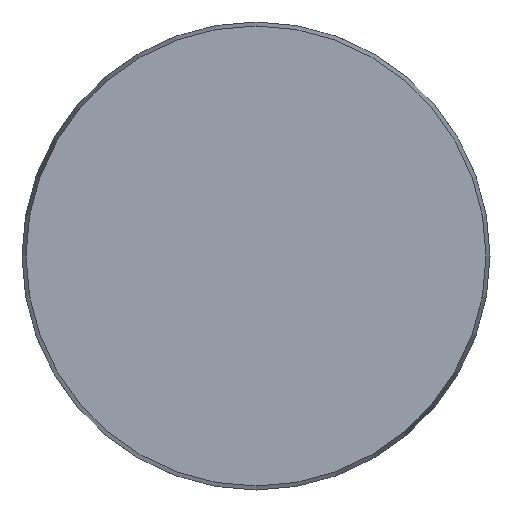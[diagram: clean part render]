
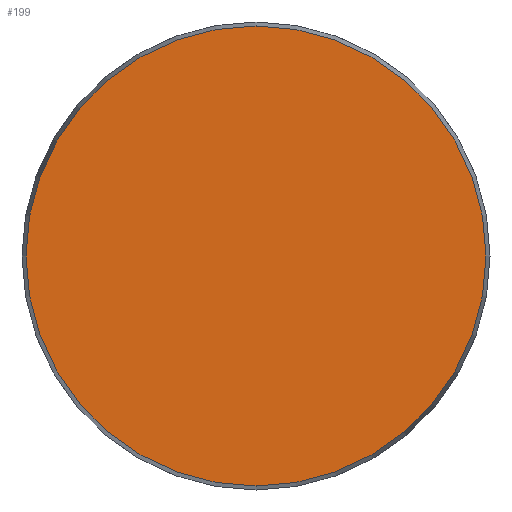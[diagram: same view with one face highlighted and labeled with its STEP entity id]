
A CAD part, front view. The second image highlights one B-rep face of the part: STEP entity #199.
In plain terms, the highlighted planar face has unit normal (0, -1, 0).
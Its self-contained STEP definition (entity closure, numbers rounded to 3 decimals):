
#156 = DIRECTION ( 'NONE',  ( 0., -1., 0. ) ) ;
#199 = ADVANCED_FACE ( 'NONE', ( #1027 ), #1231, .F. ) ;
#201 = CARTESIAN_POINT ( 'NONE',  ( 0., 0., 0. ) ) ;
#257 = CARTESIAN_POINT ( 'NONE',  ( 0., 0., -49.143 ) ) ;
#283 = CIRCLE ( 'NONE', #1037, 49.143 ) ;
#328 = ORIENTED_EDGE ( 'NONE', *, *, #482, .T. ) ;
#334 = ORIENTED_EDGE ( 'NONE', *, *, #1170, .T. ) ;
#344 = CIRCLE ( 'NONE', #1224, 49.143 ) ;
#374 = DIRECTION ( 'NONE',  ( 0., 1., 0. ) ) ;
#410 = VERTEX_POINT ( 'NONE', #257 ) ;
#452 = DIRECTION ( 'NONE',  ( 0., 0., -1. ) ) ;
#482 = EDGE_CURVE ( 'NONE', #699, #410, #344, .T. ) ;
#614 = EDGE_LOOP ( 'NONE', ( #328, #334 ) ) ;
#677 = CARTESIAN_POINT ( 'NONE',  ( 0., 0., 0. ) ) ;
#679 = CARTESIAN_POINT ( 'NONE',  ( -49.143, 0., 0. ) ) ;
#699 = VERTEX_POINT ( 'NONE', #1236 ) ;
#997 = DIRECTION ( 'NONE',  ( 0., 0., 1. ) ) ;
#1027 = FACE_OUTER_BOUND ( 'NONE', #614, .T. ) ;
#1037 = AXIS2_PLACEMENT_3D ( 'NONE', #201, #156, #1279 ) ;
#1170 = EDGE_CURVE ( 'NONE', #410, #699, #283, .T. ) ;
#1171 = DIRECTION ( 'NONE',  ( 0., -1., 0. ) ) ;
#1224 = AXIS2_PLACEMENT_3D ( 'NONE', #677, #1171, #452 ) ;
#1231 = PLANE ( 'NONE',  #1307 ) ;
#1236 = CARTESIAN_POINT ( 'NONE',  ( 0., 0., 49.143 ) ) ;
#1279 = DIRECTION ( 'NONE',  ( 0., 0., -1. ) ) ;
#1307 = AXIS2_PLACEMENT_3D ( 'NONE', #679, #374, #997 ) ;
